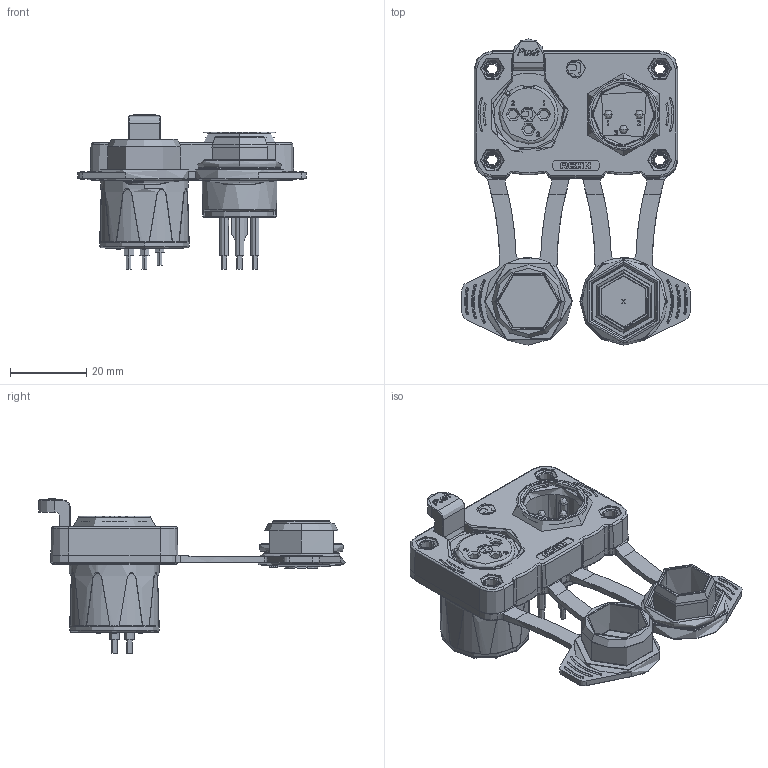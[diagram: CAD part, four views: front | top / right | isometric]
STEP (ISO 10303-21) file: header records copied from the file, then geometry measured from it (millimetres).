
FILE_DESCRIPTION((''),'2;1');
FILE_NAME('ASM0001_ASM','2023-04-06T10:58:13',('xju'),(''),'CREO PARAMETRIC BY PTC INC, 2021184','CREO PARAMETRIC BY PTC INC, 2021184','');
FILE_SCHEMA(('CONFIG_CONTROL_DESIGN'));
Length unit declared in the file: millimetre
Products named in the file (1): ASM0001_ASM
Bounding box: 60 x 80.45 x 40.6 mm (x, y, z)
Topology: 0 solids, 8 shells, 2401 faces, 7104 edges, 4669 vertices
Faces by surface type: plane 1120, cylinder 558, torus 273, cone 135, sphere 131, bspline 114, extrusion 70
Full cylindrical faces by diameter (mm): 21.823 x1
Entity records: 86726 total; most frequent: CARTESIAN_POINT 22602, ORIENTED_EDGE 13743, DIRECTION 13615, EDGE_CURVE 6953, AXIS2_PLACEMENT_3D 5371, VERTEX_POINT 4669, CIRCLE 3154, VECTOR 2873
